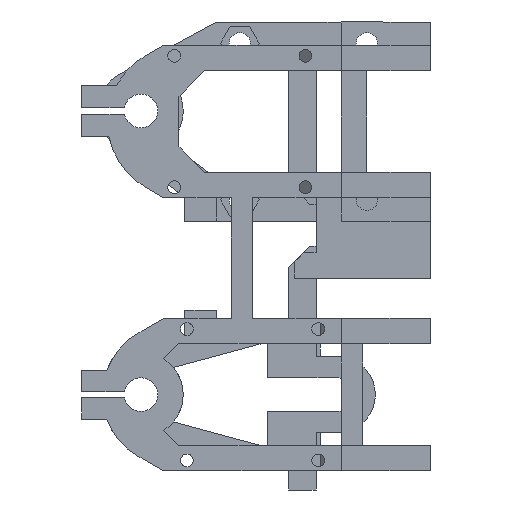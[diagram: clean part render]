
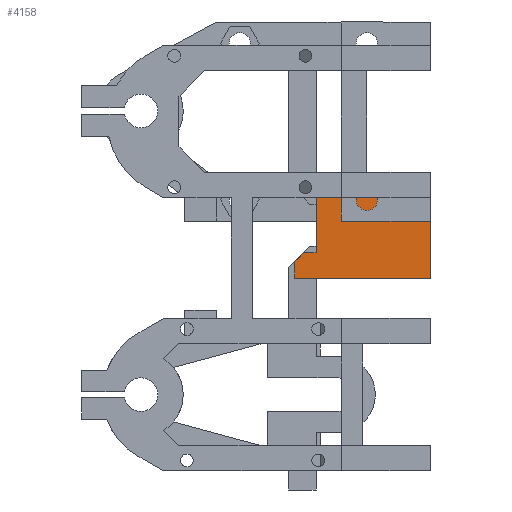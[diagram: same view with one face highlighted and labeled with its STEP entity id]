
A CAD part, left-side view. The second image highlights one B-rep face of the part: STEP entity #4158.
In plain terms, the highlighted planar face has unit normal (-1, 0, 0).
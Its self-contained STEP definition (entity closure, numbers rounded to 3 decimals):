
#121 = CARTESIAN_POINT ( 'NONE',  ( -15.05, -21., -6. ) ) ;
#742 = CARTESIAN_POINT ( 'NONE',  ( -15.05, 3., -19. ) ) ;
#845 = CARTESIAN_POINT ( 'NONE',  ( -15.05, 5., -25. ) ) ;
#944 = ORIENTED_EDGE ( 'NONE', *, *, #4773, .F. ) ;
#1472 = CARTESIAN_POINT ( 'NONE',  ( -15.05, 0., -19. ) ) ;
#1557 = CARTESIAN_POINT ( 'NONE',  ( -15.05, -27., -6. ) ) ;
#1700 = EDGE_CURVE ( 'NONE', #9603, #14269, #6919, .T. ) ;
#1837 = VERTEX_POINT ( 'NONE', #9916 ) ;
#2010 = CARTESIAN_POINT ( 'NONE',  ( -15.05, -1., 0. ) ) ;
#2275 = PLANE ( 'NONE',  #13643 ) ;
#2729 = EDGE_CURVE ( 'NONE', #1837, #6588, #9361, .T. ) ;
#2949 = VECTOR ( 'NONE', #15638, 1000. ) ;
#2967 = ORIENTED_EDGE ( 'NONE', *, *, #2729, .T. ) ;
#3081 = VECTOR ( 'NONE', #4248, 1000. ) ;
#3203 = LINE ( 'NONE', #12206, #15353 ) ;
#3347 = LINE ( 'NONE', #8851, #15748 ) ;
#3409 = CARTESIAN_POINT ( 'NONE',  ( -15.05, 5., -21. ) ) ;
#3702 = LINE ( 'NONE', #16474, #14547 ) ;
#4158 = ADVANCED_FACE ( 'NONE', ( #18469 ), #2275, .F. ) ;
#4248 = DIRECTION ( 'NONE',  ( 0., -1., 0. ) ) ;
#4653 = DIRECTION ( 'NONE',  ( 0., 1., 0. ) ) ;
#4735 = ORIENTED_EDGE ( 'NONE', *, *, #1700, .T. ) ;
#4773 = EDGE_CURVE ( 'NONE', #13401, #11773, #3702, .T. ) ;
#4963 = EDGE_CURVE ( 'NONE', #5357, #15298, #9322, .T. ) ;
#5035 = LINE ( 'NONE', #7706, #17868 ) ;
#5348 = VECTOR ( 'NONE', #7464, 1000. ) ;
#5357 = VERTEX_POINT ( 'NONE', #2010 ) ;
#5925 = VECTOR ( 'NONE', #10984, 1000. ) ;
#6046 = CARTESIAN_POINT ( 'NONE',  ( -15.05, -1., 0. ) ) ;
#6144 = LINE ( 'NONE', #10488, #15369 ) ;
#6293 = ORIENTED_EDGE ( 'NONE', *, *, #4963, .T. ) ;
#6588 = VERTEX_POINT ( 'NONE', #12722 ) ;
#6848 = ORIENTED_EDGE ( 'NONE', *, *, #16146, .T. ) ;
#6919 = LINE ( 'NONE', #8151, #17717 ) ;
#7053 = EDGE_CURVE ( 'NONE', #9603, #15298, #18628, .T. ) ;
#7464 = DIRECTION ( 'NONE',  ( 0., 0., -1. ) ) ;
#7706 = CARTESIAN_POINT ( 'NONE',  ( -15.05, -8., -8. ) ) ;
#7763 = DIRECTION ( 'NONE',  ( 0., 0., -1. ) ) ;
#7991 = DIRECTION ( 'NONE',  ( 0., -1., 0. ) ) ;
#8151 = CARTESIAN_POINT ( 'NONE',  ( -15.05, 0., -6. ) ) ;
#8363 = EDGE_LOOP ( 'NONE', ( #6848, #9571, #2967, #12231, #944, #10489, #14953, #6293, #13823, #4735, #17334 ) ) ;
#8851 = CARTESIAN_POINT ( 'NONE',  ( -15.05, -21., 0. ) ) ;
#9322 = LINE ( 'NONE', #6046, #16950 ) ;
#9361 = LINE ( 'NONE', #845, #5925 ) ;
#9404 = EDGE_CURVE ( 'NONE', #11773, #6588, #14529, .T. ) ;
#9571 = ORIENTED_EDGE ( 'NONE', *, *, #13736, .T. ) ;
#9603 = VERTEX_POINT ( 'NONE', #15361 ) ;
#9916 = CARTESIAN_POINT ( 'NONE',  ( -15.05, 5., -25. ) ) ;
#10461 = DIRECTION ( 'NONE',  ( 0., 0., -1. ) ) ;
#10488 = CARTESIAN_POINT ( 'NONE',  ( -15.05, 5., -19. ) ) ;
#10489 = ORIENTED_EDGE ( 'NONE', *, *, #18251, .F. ) ;
#10984 = DIRECTION ( 'NONE',  ( 0., -1., 0. ) ) ;
#11080 = DIRECTION ( 'NONE',  ( 0., 1., 0. ) ) ;
#11437 = CARTESIAN_POINT ( 'NONE',  ( -15.05, 0., -6. ) ) ;
#11773 = VERTEX_POINT ( 'NONE', #17270 ) ;
#12032 = VERTEX_POINT ( 'NONE', #3409 ) ;
#12206 = CARTESIAN_POINT ( 'NONE',  ( -15.05, 0., 0. ) ) ;
#12231 = ORIENTED_EDGE ( 'NONE', *, *, #9404, .F. ) ;
#12640 = EDGE_CURVE ( 'NONE', #12803, #14269, #18400, .T. ) ;
#12722 = CARTESIAN_POINT ( 'NONE',  ( -15.05, -27., -25. ) ) ;
#12803 = VERTEX_POINT ( 'NONE', #742 ) ;
#13143 = EDGE_CURVE ( 'NONE', #17231, #5357, #3203, .T. ) ;
#13401 = VERTEX_POINT ( 'NONE', #121 ) ;
#13446 = DIRECTION ( 'NONE',  ( 0., 0.707, -0.707 ) ) ;
#13643 = AXIS2_PLACEMENT_3D ( 'NONE', #14210, #18277, #11080 ) ;
#13736 = EDGE_CURVE ( 'NONE', #12032, #1837, #6144, .T. ) ;
#13823 = ORIENTED_EDGE ( 'NONE', *, *, #7053, .F. ) ;
#14210 = CARTESIAN_POINT ( 'NONE',  ( -15.05, 0., -6. ) ) ;
#14235 = CARTESIAN_POINT ( 'NONE',  ( -15.05, 5., -19. ) ) ;
#14269 = VERTEX_POINT ( 'NONE', #1472 ) ;
#14529 = LINE ( 'NONE', #1557, #5348 ) ;
#14547 = VECTOR ( 'NONE', #7991, 1000. ) ;
#14596 = CARTESIAN_POINT ( 'NONE',  ( -15.05, -21., 0. ) ) ;
#14953 = ORIENTED_EDGE ( 'NONE', *, *, #13143, .T. ) ;
#15084 = DIRECTION ( 'NONE',  ( 0., 0., -1. ) ) ;
#15298 = VERTEX_POINT ( 'NONE', #17032 ) ;
#15353 = VECTOR ( 'NONE', #4653, 1000. ) ;
#15361 = CARTESIAN_POINT ( 'NONE',  ( -15.05, 0., -6. ) ) ;
#15369 = VECTOR ( 'NONE', #7763, 1000. ) ;
#15400 = DIRECTION ( 'NONE',  ( 0., 0., -1. ) ) ;
#15638 = DIRECTION ( 'NONE',  ( 0., -1., 0. ) ) ;
#15748 = VECTOR ( 'NONE', #10461, 1000. ) ;
#16146 = EDGE_CURVE ( 'NONE', #12803, #12032, #5035, .T. ) ;
#16474 = CARTESIAN_POINT ( 'NONE',  ( -15.05, 0., -6. ) ) ;
#16950 = VECTOR ( 'NONE', #15084, 1000. ) ;
#17032 = CARTESIAN_POINT ( 'NONE',  ( -15.05, -1., -6. ) ) ;
#17231 = VERTEX_POINT ( 'NONE', #14596 ) ;
#17270 = CARTESIAN_POINT ( 'NONE',  ( -15.05, -27., -6. ) ) ;
#17334 = ORIENTED_EDGE ( 'NONE', *, *, #12640, .F. ) ;
#17717 = VECTOR ( 'NONE', #15400, 1000. ) ;
#17868 = VECTOR ( 'NONE', #13446, 1000. ) ;
#18251 = EDGE_CURVE ( 'NONE', #17231, #13401, #3347, .T. ) ;
#18277 = DIRECTION ( 'NONE',  ( 1., 0., 0. ) ) ;
#18400 = LINE ( 'NONE', #14235, #2949 ) ;
#18469 = FACE_OUTER_BOUND ( 'NONE', #8363, .T. ) ;
#18628 = LINE ( 'NONE', #11437, #3081 ) ;
